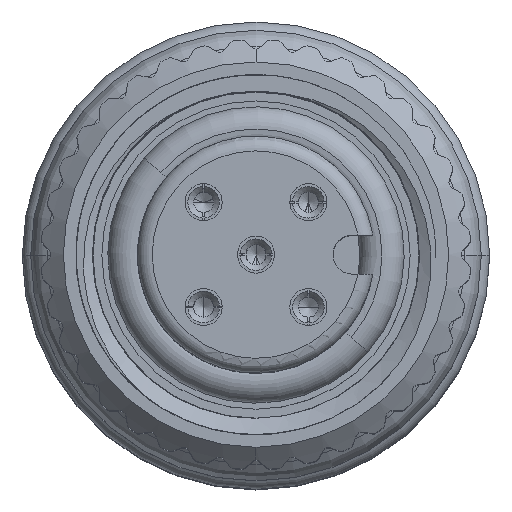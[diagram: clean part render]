
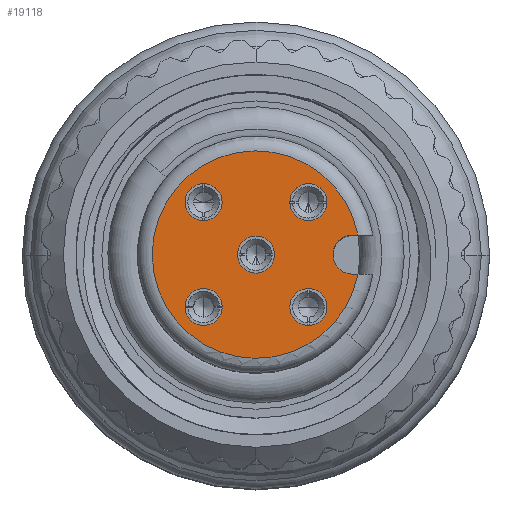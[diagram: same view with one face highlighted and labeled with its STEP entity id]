
A CAD part, top view. The second image highlights one B-rep face of the part: STEP entity #19118.
In plain terms, the highlighted planar face has unit normal (0, 0, 1).
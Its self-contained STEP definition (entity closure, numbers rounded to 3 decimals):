
#7031=CARTESIAN_POINT('',(3.437,0.66,0.));
#7037=CARTESIAN_POINT('',(0.,0.,0.));
#7038=DIRECTION('',(0.,0.,-1.));
#7039=DIRECTION('',(0.982,-0.189,0.));
#7040=AXIS2_PLACEMENT_3D('',#7037,#7038,#7039);
#7042=DIRECTION('',(-1.,0.,0.));
#7043=VECTOR('',#7042,0.177);
#7044=CARTESIAN_POINT('',(3.437,0.66,0.));
#7045=LINE('',#7044,#7043);
#7046=CARTESIAN_POINT('',(3.26,0.,0.));
#7047=DIRECTION('',(0.,0.,1.));
#7048=DIRECTION('',(0.,1.,0.));
#7049=AXIS2_PLACEMENT_3D('',#7046,#7047,#7048);
#7051=DIRECTION('',(1.,0.,0.));
#7052=VECTOR('',#7051,0.177);
#7053=CARTESIAN_POINT('',(3.26,-0.66,0.));
#7054=LINE('',#7053,#7052);
#7055=CARTESIAN_POINT('',(-1.768,1.768,0.));
#7056=DIRECTION('',(0.,0.,-1.));
#7057=DIRECTION('',(0.,-1.,0.));
#7058=AXIS2_PLACEMENT_3D('',#7055,#7056,#7057);
#7060=CARTESIAN_POINT('',(-1.768,1.768,0.));
#7061=DIRECTION('',(0.,0.,-1.));
#7062=DIRECTION('',(0.,1.,0.));
#7063=AXIS2_PLACEMENT_3D('',#7060,#7061,#7062);
#7065=CARTESIAN_POINT('',(1.768,1.768,0.));
#7066=DIRECTION('',(0.,0.,-1.));
#7067=DIRECTION('',(0.,-1.,0.));
#7068=AXIS2_PLACEMENT_3D('',#7065,#7066,#7067);
#7070=CARTESIAN_POINT('',(1.768,1.768,0.));
#7071=DIRECTION('',(0.,0.,-1.));
#7072=DIRECTION('',(0.,1.,0.));
#7073=AXIS2_PLACEMENT_3D('',#7070,#7071,#7072);
#7075=CARTESIAN_POINT('',(1.768,-1.768,0.));
#7076=DIRECTION('',(0.,0.,-1.));
#7077=DIRECTION('',(0.,-1.,0.));
#7078=AXIS2_PLACEMENT_3D('',#7075,#7076,#7077);
#7080=CARTESIAN_POINT('',(1.768,-1.768,0.));
#7081=DIRECTION('',(0.,0.,-1.));
#7082=DIRECTION('',(0.,1.,0.));
#7083=AXIS2_PLACEMENT_3D('',#7080,#7081,#7082);
#7085=CARTESIAN_POINT('',(-1.768,-1.768,0.));
#7086=DIRECTION('',(0.,0.,-1.));
#7087=DIRECTION('',(0.,-1.,0.));
#7088=AXIS2_PLACEMENT_3D('',#7085,#7086,#7087);
#7090=CARTESIAN_POINT('',(-1.768,-1.768,0.));
#7091=DIRECTION('',(0.,0.,-1.));
#7092=DIRECTION('',(0.,1.,0.));
#7093=AXIS2_PLACEMENT_3D('',#7090,#7091,#7092);
#7095=CARTESIAN_POINT('',(0.,0.,0.));
#7096=DIRECTION('',(0.,0.,-1.));
#7097=DIRECTION('',(0.,-1.,0.));
#7098=AXIS2_PLACEMENT_3D('',#7095,#7096,#7097);
#7100=CARTESIAN_POINT('',(0.,0.,0.));
#7101=DIRECTION('',(0.,0.,-1.));
#7102=DIRECTION('',(0.,1.,0.));
#7103=AXIS2_PLACEMENT_3D('',#7100,#7101,#7102);
#10422=CARTESIAN_POINT('',(3.26,0.66,0.));
#10423=CARTESIAN_POINT('',(3.26,-0.66,0.));
#10424=VERTEX_POINT('',#10422);
#10425=VERTEX_POINT('',#10423);
#10446=CARTESIAN_POINT('',(-1.768,1.143,0.));
#10447=CARTESIAN_POINT('',(-1.768,2.393,0.));
#10448=VERTEX_POINT('',#10446);
#10449=VERTEX_POINT('',#10447);
#10450=CARTESIAN_POINT('',(1.768,1.143,0.));
#10451=CARTESIAN_POINT('',(1.768,2.393,0.));
#10452=VERTEX_POINT('',#10450);
#10453=VERTEX_POINT('',#10451);
#10454=CARTESIAN_POINT('',(1.768,-2.393,0.));
#10455=CARTESIAN_POINT('',(1.768,-1.143,0.));
#10456=VERTEX_POINT('',#10454);
#10457=VERTEX_POINT('',#10455);
#10458=CARTESIAN_POINT('',(-1.768,-2.393,0.));
#10459=CARTESIAN_POINT('',(-1.768,-1.143,0.));
#10460=VERTEX_POINT('',#10458);
#10461=VERTEX_POINT('',#10459);
#10479=VERTEX_POINT('',#7031);
#10480=CARTESIAN_POINT('',(3.437,-0.66,0.));
#10481=VERTEX_POINT('',#10480);
#10497=CARTESIAN_POINT('',(0.,-0.625,0.));
#10498=CARTESIAN_POINT('',(0.,0.625,0.));
#10499=VERTEX_POINT('',#10497);
#10500=VERTEX_POINT('',#10498);
#19075=CARTESIAN_POINT('',(0.,0.,0.));
#19076=DIRECTION('',(0.,0.,-1.));
#19077=DIRECTION('',(0.,-1.,0.));
#19078=AXIS2_PLACEMENT_3D('',#19075,#19076,#19077);
#19079=PLANE('',#19078);
#19081=ORIENTED_EDGE('',*,*,#19080,.T.);
#19082=ORIENTED_EDGE('',*,*,#19053,.T.);
#19083=ORIENTED_EDGE('',*,*,#19066,.T.);
#19085=ORIENTED_EDGE('',*,*,#19084,.T.);
#19086=EDGE_LOOP('',(#19081,#19082,#19083,#19085));
#19087=FACE_OUTER_BOUND('',#19086,.F.);
#19089=ORIENTED_EDGE('',*,*,#19088,.F.);
#19091=ORIENTED_EDGE('',*,*,#19090,.F.);
#19092=EDGE_LOOP('',(#19089,#19091));
#19093=FACE_BOUND('',#19092,.F.);
#19095=ORIENTED_EDGE('',*,*,#19094,.F.);
#19097=ORIENTED_EDGE('',*,*,#19096,.F.);
#19098=EDGE_LOOP('',(#19095,#19097));
#19099=FACE_BOUND('',#19098,.F.);
#19101=ORIENTED_EDGE('',*,*,#19100,.F.);
#19103=ORIENTED_EDGE('',*,*,#19102,.F.);
#19104=EDGE_LOOP('',(#19101,#19103));
#19105=FACE_BOUND('',#19104,.F.);
#19107=ORIENTED_EDGE('',*,*,#19106,.F.);
#19109=ORIENTED_EDGE('',*,*,#19108,.F.);
#19110=EDGE_LOOP('',(#19107,#19109));
#19111=FACE_BOUND('',#19110,.F.);
#19113=ORIENTED_EDGE('',*,*,#19112,.F.);
#19115=ORIENTED_EDGE('',*,*,#19114,.F.);
#19116=EDGE_LOOP('',(#19113,#19115));
#19117=FACE_BOUND('',#19116,.F.);
#19118=ADVANCED_FACE('',(#19087,#19093,#19099,#19105,#19111,#19117),#19079,.F.);
#7041=CIRCLE('',#7040,3.5);
#7050=CIRCLE('',#7049,0.66);
#7059=CIRCLE('',#7058,0.625);
#7064=CIRCLE('',#7063,0.625);
#7069=CIRCLE('',#7068,0.625);
#7074=CIRCLE('',#7073,0.625);
#7079=CIRCLE('',#7078,0.625);
#7084=CIRCLE('',#7083,0.625);
#7089=CIRCLE('',#7088,0.625);
#7094=CIRCLE('',#7093,0.625);
#7099=CIRCLE('',#7098,0.625);
#7104=CIRCLE('',#7103,0.625);
#19053=EDGE_CURVE('',#10479,#10424,#7045,.T.);
#19066=EDGE_CURVE('',#10424,#10425,#7050,.T.);
#19080=EDGE_CURVE('',#10481,#10479,#7041,.T.);
#19084=EDGE_CURVE('',#10425,#10481,#7054,.T.);
#19088=EDGE_CURVE('',#10448,#10449,#7059,.T.);
#19090=EDGE_CURVE('',#10449,#10448,#7064,.T.);
#19094=EDGE_CURVE('',#10452,#10453,#7069,.T.);
#19096=EDGE_CURVE('',#10453,#10452,#7074,.T.);
#19100=EDGE_CURVE('',#10456,#10457,#7079,.T.);
#19102=EDGE_CURVE('',#10457,#10456,#7084,.T.);
#19106=EDGE_CURVE('',#10460,#10461,#7089,.T.);
#19108=EDGE_CURVE('',#10461,#10460,#7094,.T.);
#19112=EDGE_CURVE('',#10499,#10500,#7099,.T.);
#19114=EDGE_CURVE('',#10500,#10499,#7104,.T.);
